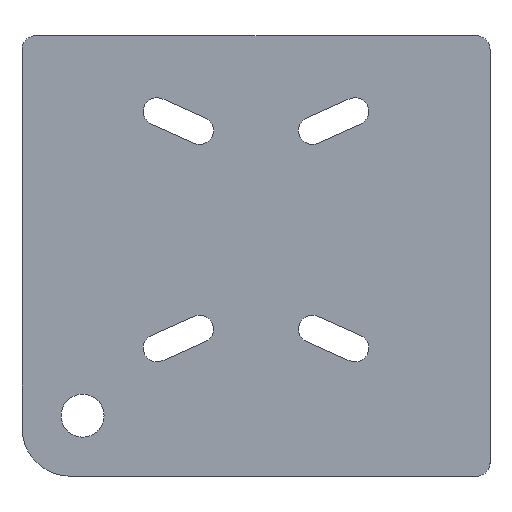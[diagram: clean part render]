
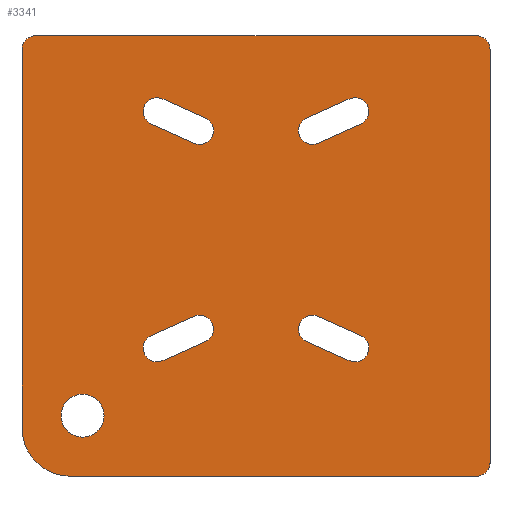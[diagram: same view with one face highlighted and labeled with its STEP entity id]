
A CAD part, front view. The second image highlights one B-rep face of the part: STEP entity #3341.
In plain terms, the highlighted planar face has unit normal (0, -1, 0).
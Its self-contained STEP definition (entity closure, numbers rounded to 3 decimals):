
#3111=CARTESIAN_POINT('',(85.0,-4.0,80.0));
#3112=DIRECTION('',(0.0,1.0,0.0));
#3113=DIRECTION('',(0.0,0.0,1.0));
#3114=AXIS2_PLACEMENT_3D('',#3111,#3112,#3113);
#3115=PLANE('',#3114);
#3116=CARTESIAN_POINT('',(0.0,-4.0,155.0));
#3117=VERTEX_POINT('',#3116);
#3118=CARTESIAN_POINT('',(5.0,-4.0,160.0));
#3119=VERTEX_POINT('',#3118);
#3120=CARTESIAN_POINT('',(5.0,-4.0,155.0));
#3121=DIRECTION('',(0.0,1.0,0.0));
#3122=DIRECTION('',(-0.707,0.0,0.707));
#3123=AXIS2_PLACEMENT_3D('',#3120,#3121,#3122);
#3124=CIRCLE('',#3123,5.);
#3125=EDGE_CURVE('',#3117,#3119,#3124,.T.);
#3126=ORIENTED_EDGE('',*,*,#3125,.F.);
#3127=CARTESIAN_POINT('',(0.0,-4.0,17.5));
#3128=VERTEX_POINT('',#3127);
#3129=CARTESIAN_POINT('',(0.0,-4.0,155.0));
#3130=DIRECTION('',(0.0,0.0,-1.0));
#3131=VECTOR('',#3130,137.5);
#3132=LINE('',#3129,#3131);
#3133=EDGE_CURVE('',#3117,#3128,#3132,.T.);
#3134=ORIENTED_EDGE('',*,*,#3133,.T.);
#3135=CARTESIAN_POINT('',(17.5,-4.0,0.0));
#3136=VERTEX_POINT('',#3135);
#3137=CARTESIAN_POINT('',(17.5,-4.0,17.5));
#3138=DIRECTION('',(0.0,1.0,0.0));
#3139=DIRECTION('',(-0.707,0.0,-0.707));
#3140=AXIS2_PLACEMENT_3D('',#3137,#3138,#3139);
#3141=CIRCLE('',#3140,17.5);
#3142=EDGE_CURVE('',#3136,#3128,#3141,.T.);
#3143=ORIENTED_EDGE('',*,*,#3142,.F.);
#3144=CARTESIAN_POINT('',(165.0,-4.0,0.0));
#3145=VERTEX_POINT('',#3144);
#3146=CARTESIAN_POINT('',(17.5,-4.0,0.0));
#3147=DIRECTION('',(1.0,0.0,0.0));
#3148=VECTOR('',#3147,147.5);
#3149=LINE('',#3146,#3148);
#3150=EDGE_CURVE('',#3136,#3145,#3149,.T.);
#3151=ORIENTED_EDGE('',*,*,#3150,.T.);
#3152=CARTESIAN_POINT('',(170.0,-4.0,5.0));
#3153=VERTEX_POINT('',#3152);
#3154=CARTESIAN_POINT('',(165.0,-4.0,5.0));
#3155=DIRECTION('',(0.0,1.0,0.0));
#3156=DIRECTION('',(0.707,0.0,-0.707));
#3157=AXIS2_PLACEMENT_3D('',#3154,#3155,#3156);
#3158=CIRCLE('',#3157,5.);
#3159=EDGE_CURVE('',#3153,#3145,#3158,.T.);
#3160=ORIENTED_EDGE('',*,*,#3159,.F.);
#3161=CARTESIAN_POINT('',(170.0,-4.0,155.0));
#3162=VERTEX_POINT('',#3161);
#3163=CARTESIAN_POINT('',(170.0,-4.0,5.0));
#3164=DIRECTION('',(0.0,0.0,1.0));
#3165=VECTOR('',#3164,150.0);
#3166=LINE('',#3163,#3165);
#3167=EDGE_CURVE('',#3153,#3162,#3166,.T.);
#3168=ORIENTED_EDGE('',*,*,#3167,.T.);
#3169=CARTESIAN_POINT('',(165.0,-4.0,160.0));
#3170=VERTEX_POINT('',#3169);
#3171=CARTESIAN_POINT('',(165.0,-4.0,155.0));
#3172=DIRECTION('',(0.0,1.0,0.0));
#3173=DIRECTION('',(0.707,0.0,0.707));
#3174=AXIS2_PLACEMENT_3D('',#3171,#3172,#3173);
#3175=CIRCLE('',#3174,5.);
#3176=EDGE_CURVE('',#3170,#3162,#3175,.T.);
#3177=ORIENTED_EDGE('',*,*,#3176,.F.);
#3178=CARTESIAN_POINT('',(165.0,-4.0,160.0));
#3179=DIRECTION('',(-1.0,0.0,0.0));
#3180=VECTOR('',#3179,160.0);
#3181=LINE('',#3178,#3180);
#3182=EDGE_CURVE('',#3170,#3119,#3181,.T.);
#3183=ORIENTED_EDGE('',*,*,#3182,.T.);
#3184=EDGE_LOOP('',(#3126,#3134,#3143,#3151,#3160,#3168,#3177,#3183));
#3185=FACE_OUTER_BOUND('',#3184,.T.);
#3186=CARTESIAN_POINT('',(118.784,-4.0,137.002));
#3187=VERTEX_POINT('',#3186);
#3188=CARTESIAN_POINT('',(122.914,-4.0,127.898));
#3189=VERTEX_POINT('',#3188);
#3190=CARTESIAN_POINT('',(120.96,-4.0,132.5));
#3191=DIRECTION('',(0.0,1.0,0.0));
#3192=DIRECTION('',(0.391,0.0,-0.92));
#3193=AXIS2_PLACEMENT_3D('',#3190,#3191,#3192);
#3194=CIRCLE('',#3193,5.);
#3195=EDGE_CURVE('',#3187,#3189,#3194,.T.);
#3196=ORIENTED_EDGE('',*,*,#3195,.T.);
#3197=CARTESIAN_POINT('',(107.627,-4.0,121.025));
#3198=VERTEX_POINT('',#3197);
#3199=CARTESIAN_POINT('',(122.914,-4.0,127.898));
#3200=DIRECTION('',(-0.912,0.0,-0.41));
#3201=VECTOR('',#3200,16.761);
#3202=LINE('',#3199,#3201);
#3203=EDGE_CURVE('',#3189,#3198,#3202,.T.);
#3204=ORIENTED_EDGE('',*,*,#3203,.T.);
#3205=CARTESIAN_POINT('',(103.368,-4.0,130.071));
#3206=VERTEX_POINT('',#3205);
#3207=CARTESIAN_POINT('',(105.419,-4.0,125.511));
#3208=DIRECTION('',(0.0,1.0,0.0));
#3209=DIRECTION('',(-0.41,0.0,0.912));
#3210=AXIS2_PLACEMENT_3D('',#3207,#3208,#3209);
#3211=CIRCLE('',#3210,5.);
#3212=EDGE_CURVE('',#3198,#3206,#3211,.T.);
#3213=ORIENTED_EDGE('',*,*,#3212,.T.);
#3214=CARTESIAN_POINT('',(103.368,-4.0,130.071));
#3215=DIRECTION('',(0.912,0.0,0.41));
#3216=VECTOR('',#3215,16.902);
#3217=LINE('',#3214,#3216);
#3218=EDGE_CURVE('',#3206,#3187,#3217,.T.);
#3219=ORIENTED_EDGE('',*,*,#3218,.T.);
#3220=EDGE_LOOP('',(#3196,#3204,#3213,#3219));
#3221=FACE_BOUND('',#3220,.T.);
#3222=CARTESIAN_POINT('',(62.373,-4.0,57.997));
#3223=VERTEX_POINT('',#3222);
#3224=CARTESIAN_POINT('',(66.632,-4.0,48.95));
#3225=VERTEX_POINT('',#3224);
#3226=CARTESIAN_POINT('',(64.581,-4.0,53.511));
#3227=DIRECTION('',(0.0,1.0,0.0));
#3228=DIRECTION('',(0.41,0.0,-0.912));
#3229=AXIS2_PLACEMENT_3D('',#3226,#3227,#3228);
#3230=CIRCLE('',#3229,5.);
#3231=EDGE_CURVE('',#3223,#3225,#3230,.T.);
#3232=ORIENTED_EDGE('',*,*,#3231,.T.);
#3233=CARTESIAN_POINT('',(51.216,-4.0,42.019));
#3234=VERTEX_POINT('',#3233);
#3235=CARTESIAN_POINT('',(66.632,-4.0,48.95));
#3236=DIRECTION('',(-0.912,0.0,-0.41));
#3237=VECTOR('',#3236,16.902);
#3238=LINE('',#3235,#3237);
#3239=EDGE_CURVE('',#3225,#3234,#3238,.T.);
#3240=ORIENTED_EDGE('',*,*,#3239,.T.);
#3241=CARTESIAN_POINT('',(47.086,-4.0,51.123));
#3242=VERTEX_POINT('',#3241);
#3243=CARTESIAN_POINT('',(49.04,-4.0,46.521));
#3244=DIRECTION('',(0.0,1.0,0.0));
#3245=DIRECTION('',(-0.391,0.0,0.92));
#3246=AXIS2_PLACEMENT_3D('',#3243,#3244,#3245);
#3247=CIRCLE('',#3246,5.);
#3248=EDGE_CURVE('',#3234,#3242,#3247,.T.);
#3249=ORIENTED_EDGE('',*,*,#3248,.T.);
#3250=CARTESIAN_POINT('',(47.086,-4.0,51.123));
#3251=DIRECTION('',(0.912,0.0,0.41));
#3252=VECTOR('',#3251,16.761);
#3253=LINE('',#3250,#3252);
#3254=EDGE_CURVE('',#3242,#3223,#3253,.T.);
#3255=ORIENTED_EDGE('',*,*,#3254,.T.);
#3256=EDGE_LOOP('',(#3232,#3240,#3249,#3255));
#3257=FACE_BOUND('',#3256,.T.);
#3258=CARTESIAN_POINT('',(118.784,-4.0,42.019));
#3259=VERTEX_POINT('',#3258);
#3260=CARTESIAN_POINT('',(103.368,-4.0,48.95));
#3261=VERTEX_POINT('',#3260);
#3262=CARTESIAN_POINT('',(118.784,-4.0,42.019));
#3263=DIRECTION('',(-0.912,0.0,0.41));
#3264=VECTOR('',#3263,16.902);
#3265=LINE('',#3262,#3264);
#3266=EDGE_CURVE('',#3259,#3261,#3265,.T.);
#3267=ORIENTED_EDGE('',*,*,#3266,.T.);
#3268=CARTESIAN_POINT('',(107.627,-4.0,57.997));
#3269=VERTEX_POINT('',#3268);
#3270=CARTESIAN_POINT('',(105.419,-4.0,53.511));
#3271=DIRECTION('',(0.0,1.0,0.0));
#3272=DIRECTION('',(0.442,0.0,0.897));
#3273=AXIS2_PLACEMENT_3D('',#3270,#3271,#3272);
#3274=CIRCLE('',#3273,5.);
#3275=EDGE_CURVE('',#3261,#3269,#3274,.T.);
#3276=ORIENTED_EDGE('',*,*,#3275,.T.);
#3277=CARTESIAN_POINT('',(122.914,-4.0,51.123));
#3278=VERTEX_POINT('',#3277);
#3279=CARTESIAN_POINT('',(107.627,-4.0,57.997));
#3280=DIRECTION('',(0.912,0.0,-0.41));
#3281=VECTOR('',#3280,16.761);
#3282=LINE('',#3279,#3281);
#3283=EDGE_CURVE('',#3269,#3278,#3282,.T.);
#3284=ORIENTED_EDGE('',*,*,#3283,.T.);
#3285=CARTESIAN_POINT('',(120.96,-4.0,46.521));
#3286=DIRECTION('',(0.0,1.0,0.0));
#3287=DIRECTION('',(-0.435,0.0,-0.9));
#3288=AXIS2_PLACEMENT_3D('',#3285,#3286,#3287);
#3289=CIRCLE('',#3288,5.);
#3290=EDGE_CURVE('',#3278,#3259,#3289,.T.);
#3291=ORIENTED_EDGE('',*,*,#3290,.T.);
#3292=EDGE_LOOP('',(#3267,#3276,#3284,#3291));
#3293=FACE_BOUND('',#3292,.T.);
#3294=CARTESIAN_POINT('',(47.086,-4.0,127.898));
#3295=VERTEX_POINT('',#3294);
#3296=CARTESIAN_POINT('',(51.216,-4.0,137.002));
#3297=VERTEX_POINT('',#3296);
#3298=CARTESIAN_POINT('',(49.04,-4.0,132.5));
#3299=DIRECTION('',(0.0,1.0,0.0));
#3300=DIRECTION('',(0.435,0.0,0.9));
#3301=AXIS2_PLACEMENT_3D('',#3298,#3299,#3300);
#3302=CIRCLE('',#3301,5.0);
#3303=EDGE_CURVE('',#3295,#3297,#3302,.T.);
#3304=ORIENTED_EDGE('',*,*,#3303,.T.);
#3305=CARTESIAN_POINT('',(66.632,-4.0,130.071));
#3306=VERTEX_POINT('',#3305);
#3307=CARTESIAN_POINT('',(51.216,-4.0,137.002));
#3308=DIRECTION('',(0.912,0.0,-0.41));
#3309=VECTOR('',#3308,16.902);
#3310=LINE('',#3307,#3309);
#3311=EDGE_CURVE('',#3297,#3306,#3310,.T.);
#3312=ORIENTED_EDGE('',*,*,#3311,.T.);
#3313=CARTESIAN_POINT('',(62.373,-4.0,121.025));
#3314=VERTEX_POINT('',#3313);
#3315=CARTESIAN_POINT('',(64.581,-4.0,125.511));
#3316=DIRECTION('',(0.0,1.0,0.0));
#3317=DIRECTION('',(-0.442,0.0,-0.897));
#3318=AXIS2_PLACEMENT_3D('',#3315,#3316,#3317);
#3319=CIRCLE('',#3318,5.);
#3320=EDGE_CURVE('',#3306,#3314,#3319,.T.);
#3321=ORIENTED_EDGE('',*,*,#3320,.T.);
#3322=CARTESIAN_POINT('',(62.373,-4.0,121.025));
#3323=DIRECTION('',(-0.912,0.0,0.41));
#3324=VECTOR('',#3323,16.761);
#3325=LINE('',#3322,#3324);
#3326=EDGE_CURVE('',#3314,#3295,#3325,.T.);
#3327=ORIENTED_EDGE('',*,*,#3326,.T.);
#3328=EDGE_LOOP('',(#3304,#3312,#3321,#3327));
#3329=FACE_BOUND('',#3328,.T.);
#3330=CARTESIAN_POINT('',(29.8,-4.0,22.0));
#3331=VERTEX_POINT('',#3330);
#3332=CARTESIAN_POINT('',(22.0,-4.0,22.0));
#3333=DIRECTION('',(0.0,1.0,0.0));
#3334=DIRECTION('',(-1.0,0.0,0.0));
#3335=AXIS2_PLACEMENT_3D('',#3332,#3333,#3334);
#3336=CIRCLE('',#3335,7.8);
#3337=EDGE_CURVE('',#3331,#3331,#3336,.T.);
#3338=ORIENTED_EDGE('',*,*,#3337,.T.);
#3339=EDGE_LOOP('',(#3338));
#3340=FACE_BOUND('',#3339,.T.);
#3341=ADVANCED_FACE('',(#3185,#3221,#3257,#3293,#3329,#3340),#3115,.F.);
